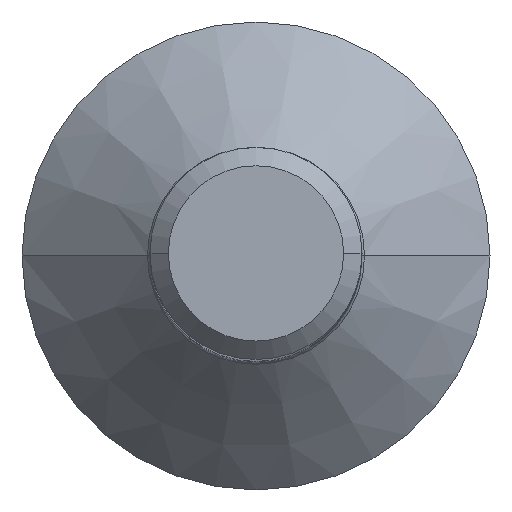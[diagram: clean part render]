
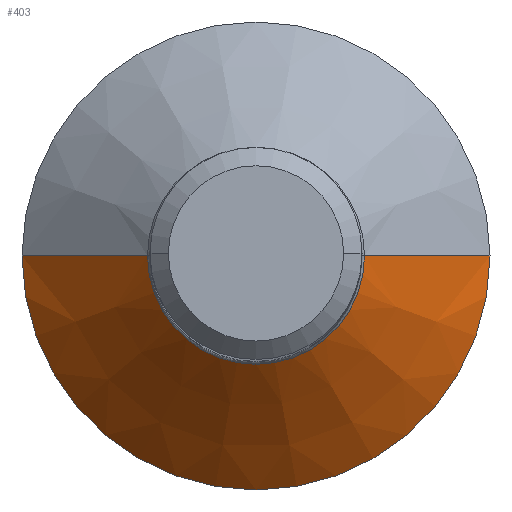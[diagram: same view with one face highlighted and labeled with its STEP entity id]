
A CAD part, top view. The second image highlights one B-rep face of the part: STEP entity #403.
In plain terms, the highlighted conical face has half-angle 45 degrees and reference radius 5.517 mm.
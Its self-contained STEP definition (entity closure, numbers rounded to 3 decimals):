
#14 = CIRCLE ( 'NONE', #360, 5.517 ) ;
#62 = EDGE_CURVE ( 'NONE', #816, #487, #362, .T. ) ;
#77 = ORIENTED_EDGE ( 'NONE', *, *, #135, .F. ) ;
#135 = EDGE_CURVE ( 'NONE', #816, #687, #857, .T. ) ;
#154 = EDGE_LOOP ( 'NONE', ( #77, #578, #373, #343 ) ) ;
#222 = AXIS2_PLACEMENT_3D ( 'NONE', #444, #312, #773 ) ;
#223 = CARTESIAN_POINT ( 'NONE',  ( 5.517, 0., 0. ) ) ;
#260 = LINE ( 'NONE', #313, #532 ) ;
#276 = VECTOR ( 'NONE', #480, 1000. ) ;
#312 = DIRECTION ( 'NONE',  ( 0., 0., -1. ) ) ;
#313 = CARTESIAN_POINT ( 'NONE',  ( -5.517, 0., 0. ) ) ;
#336 = DIRECTION ( 'NONE',  ( 0., 0., -1. ) ) ;
#343 = ORIENTED_EDGE ( 'NONE', *, *, #812, .T. ) ;
#344 = DIRECTION ( 'NONE',  ( 1., 0., 0. ) ) ;
#360 = AXIS2_PLACEMENT_3D ( 'NONE', #378, #766, #639 ) ;
#362 = CIRCLE ( 'NONE', #512, 2.559 ) ;
#363 = EDGE_CURVE ( 'NONE', #487, #779, #260, .T. ) ;
#373 = ORIENTED_EDGE ( 'NONE', *, *, #363, .T. ) ;
#378 = CARTESIAN_POINT ( 'NONE',  ( 0., 0., 0. ) ) ;
#397 = CARTESIAN_POINT ( 'NONE',  ( -2.559, 0., 2.959 ) ) ;
#403 = ADVANCED_FACE ( 'NONE', ( #788 ), #562, .T. ) ;
#435 = DIRECTION ( 'NONE',  ( -0.707, 0., -0.707 ) ) ;
#444 = CARTESIAN_POINT ( 'NONE',  ( 0., 0., 0. ) ) ;
#480 = DIRECTION ( 'NONE',  ( 0.707, 0., -0.707 ) ) ;
#487 = VERTEX_POINT ( 'NONE', #397 ) ;
#512 = AXIS2_PLACEMENT_3D ( 'NONE', #669, #336, #344 ) ;
#515 = CARTESIAN_POINT ( 'NONE',  ( 2.559, 0., 2.959 ) ) ;
#532 = VECTOR ( 'NONE', #435, 1000. ) ;
#562 = CONICAL_SURFACE ( 'NONE', #222, 5.517, 0.785 ) ;
#578 = ORIENTED_EDGE ( 'NONE', *, *, #62, .T. ) ;
#580 = CARTESIAN_POINT ( 'NONE',  ( -5.517, 0., 0. ) ) ;
#639 = DIRECTION ( 'NONE',  ( -1., 0., 0. ) ) ;
#669 = CARTESIAN_POINT ( 'NONE',  ( 0., 0., 2.959 ) ) ;
#687 = VERTEX_POINT ( 'NONE', #223 ) ;
#766 = DIRECTION ( 'NONE',  ( 0., 0., 1. ) ) ;
#773 = DIRECTION ( 'NONE',  ( -1., 0., 0. ) ) ;
#779 = VERTEX_POINT ( 'NONE', #580 ) ;
#788 = FACE_OUTER_BOUND ( 'NONE', #154, .T. ) ;
#799 = CARTESIAN_POINT ( 'NONE',  ( 5.517, 0., 0. ) ) ;
#812 = EDGE_CURVE ( 'NONE', #779, #687, #14, .T. ) ;
#816 = VERTEX_POINT ( 'NONE', #515 ) ;
#857 = LINE ( 'NONE', #799, #276 ) ;
